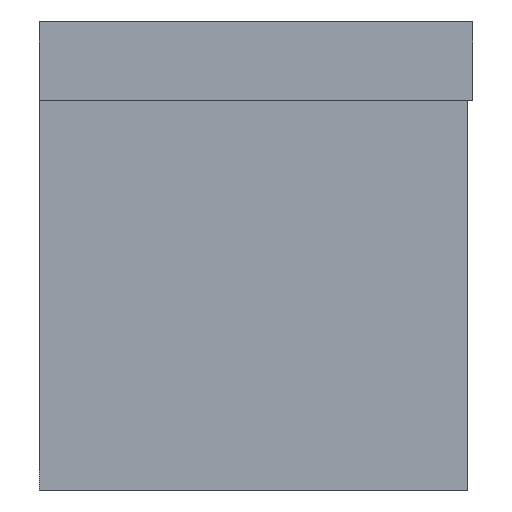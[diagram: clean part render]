
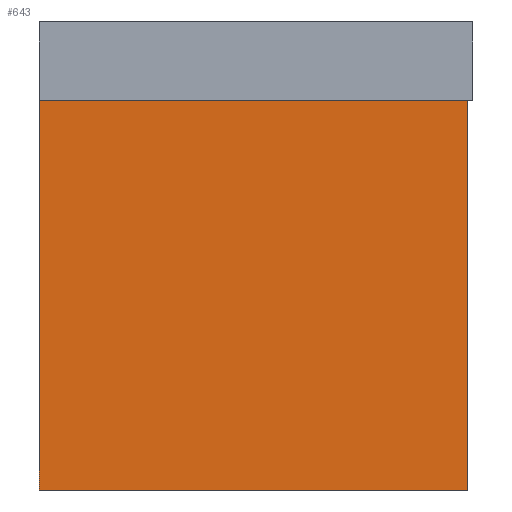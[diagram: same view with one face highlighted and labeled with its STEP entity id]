
A CAD part, left-side view. The second image highlights one B-rep face of the part: STEP entity #643.
In plain terms, the highlighted face is planar.
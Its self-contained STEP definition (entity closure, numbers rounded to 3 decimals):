
#643=ADVANCED_FACE('',(#852),#3723,.T.);
#852=FACE_OUTER_BOUND('',#1062,.T.);
#1062=EDGE_LOOP('',(#1398,#1399,#1400,#1401));
#1398=ORIENTED_EDGE('',*,*,#2467,.F.);
#1399=ORIENTED_EDGE('',*,*,#2468,.F.);
#1400=ORIENTED_EDGE('',*,*,#2469,.F.);
#1401=ORIENTED_EDGE('',*,*,#2466,.F.);
#2466=EDGE_CURVE('',#3354,#3355,#3042,.T.);
#2467=EDGE_CURVE('',#3356,#3354,#3043,.T.);
#2468=EDGE_CURVE('',#3357,#3356,#3044,.T.);
#2469=EDGE_CURVE('',#3355,#3357,#3045,.T.);
#3042=B_SPLINE_CURVE_WITH_KNOTS('',1,(#4759,#4760),.UNSPECIFIED.,.F.,.F.,
(2,2),(-450.,0.),.UNSPECIFIED.);
#3043=B_SPLINE_CURVE_WITH_KNOTS('',1,(#4761,#4762),.UNSPECIFIED.,.F.,.F.,
(2,2),(-494.,0.),.UNSPECIFIED.);
#3044=B_SPLINE_CURVE_WITH_KNOTS('',1,(#4763,#4764),.UNSPECIFIED.,.F.,.F.,
(2,2),(-450.,0.),.UNSPECIFIED.);
#3045=B_SPLINE_CURVE_WITH_KNOTS('',1,(#4765,#4766),.UNSPECIFIED.,.F.,.F.,
(2,2),(-494.,0.),.UNSPECIFIED.);
#3354=VERTEX_POINT('',#4751);
#3355=VERTEX_POINT('',#4752);
#3356=VERTEX_POINT('',#4753);
#3357=VERTEX_POINT('',#4754);
#3723=PLANE('',#4028);
#4028=AXIS2_PLACEMENT_3D('',#4745,#4275,$);
#4275=DIRECTION('',(1.,0.,0.));
#4745=CARTESIAN_POINT('',(8.,270.,-49.4));
#4751=CARTESIAN_POINT('',(8.,225.,0.));
#4752=CARTESIAN_POINT('',(8.,-225.,0.));
#4753=CARTESIAN_POINT('',(8.,225.,494.));
#4754=CARTESIAN_POINT('',(8.,-225.,494.));
#4759=CARTESIAN_POINT('',(8.,225.,0.));
#4760=CARTESIAN_POINT('',(8.,-225.,0.));
#4761=CARTESIAN_POINT('',(8.,225.,494.));
#4762=CARTESIAN_POINT('',(8.,225.,0.));
#4763=CARTESIAN_POINT('',(8.,-225.,494.));
#4764=CARTESIAN_POINT('',(8.,225.,494.));
#4765=CARTESIAN_POINT('',(8.,-225.,0.));
#4766=CARTESIAN_POINT('',(8.,-225.,494.));
